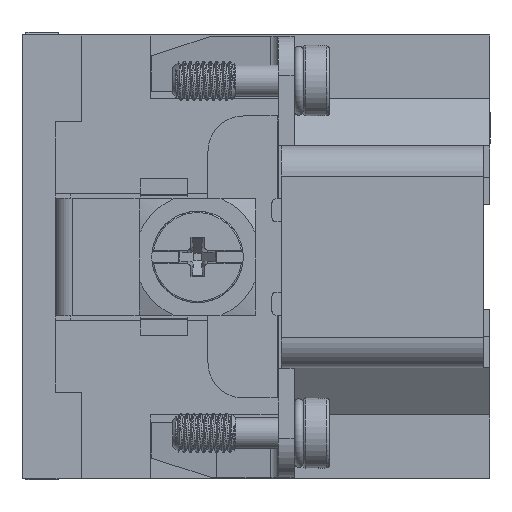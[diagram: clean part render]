
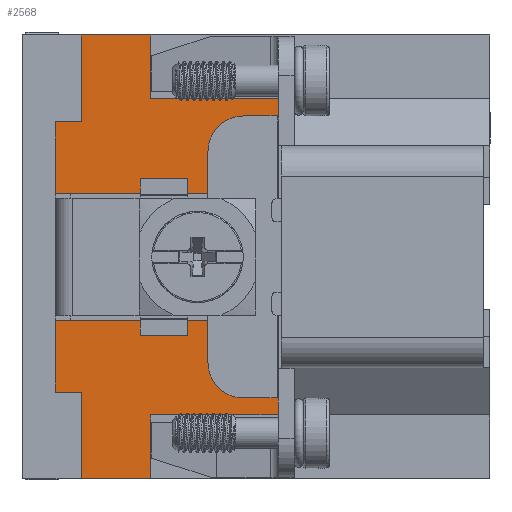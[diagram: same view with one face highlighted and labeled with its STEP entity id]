
A CAD part, left-side view. The second image highlights one B-rep face of the part: STEP entity #2568.
In plain terms, the highlighted planar face has unit normal (-1, 0, 0).
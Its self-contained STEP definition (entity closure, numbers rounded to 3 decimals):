
#2568=ADVANCED_FACE('',(#4959),#3724,.T.);
#3724=PLANE('',#31778);
#4959=FACE_OUTER_BOUND('',#6726,.T.);
#6726=EDGE_LOOP('',(#13294,#13295,#13296,#13297,#13298,#13299,#13300,#13301,
#13302,#13303,#13304,#13305,#13306,#13307,#13308,#13309,#13310,#13311,#13312,
#13313));
#13294=ORIENTED_EDGE('',*,*,#21188,.T.);
#13295=ORIENTED_EDGE('',*,*,#22923,.F.);
#13296=ORIENTED_EDGE('',*,*,#22921,.F.);
#13297=ORIENTED_EDGE('',*,*,#22919,.F.);
#13298=ORIENTED_EDGE('',*,*,#22917,.F.);
#13299=ORIENTED_EDGE('',*,*,#22911,.F.);
#13300=ORIENTED_EDGE('',*,*,#23181,.F.);
#13301=ORIENTED_EDGE('',*,*,#23182,.F.);
#13302=ORIENTED_EDGE('',*,*,#23134,.F.);
#13303=ORIENTED_EDGE('',*,*,#22908,.F.);
#13304=ORIENTED_EDGE('',*,*,#22900,.F.);
#13305=ORIENTED_EDGE('',*,*,#22941,.F.);
#13306=ORIENTED_EDGE('',*,*,#22944,.F.);
#13307=ORIENTED_EDGE('',*,*,#22948,.F.);
#13308=ORIENTED_EDGE('',*,*,#22907,.F.);
#13309=ORIENTED_EDGE('',*,*,#22968,.F.);
#13310=ORIENTED_EDGE('',*,*,#23183,.F.);
#13311=ORIENTED_EDGE('',*,*,#23184,.T.);
#13312=ORIENTED_EDGE('',*,*,#23185,.F.);
#13313=ORIENTED_EDGE('',*,*,#23001,.T.);
#18358=VERTEX_POINT('',#42871);
#18359=VERTEX_POINT('',#42873);
#19516=VERTEX_POINT('',#48040);
#19523=VERTEX_POINT('',#48053);
#19524=VERTEX_POINT('',#48055);
#19529=VERTEX_POINT('',#48066);
#19530=VERTEX_POINT('',#48070);
#19531=VERTEX_POINT('',#48074);
#19533=VERTEX_POINT('',#48077);
#19536=VERTEX_POINT('',#48087);
#19537=VERTEX_POINT('',#48091);
#19538=VERTEX_POINT('',#48095);
#19548=VERTEX_POINT('',#48131);
#19550=VERTEX_POINT('',#48137);
#19565=VERTEX_POINT('',#48183);
#19580=VERTEX_POINT('',#48303);
#19666=VERTEX_POINT('',#48665);
#19696=VERTEX_POINT('',#48757);
#19697=VERTEX_POINT('',#48760);
#19698=VERTEX_POINT('',#48762);
#21188=EDGE_CURVE('',#18359,#18358,#25482,.T.);
#22900=EDGE_CURVE('',#19523,#19524,#26131,.T.);
#22907=EDGE_CURVE('',#19529,#19516,#26138,.T.);
#22908=EDGE_CURVE('',#19524,#19530,#26139,.T.);
#22911=EDGE_CURVE('',#19531,#19533,#26142,.T.);
#22917=EDGE_CURVE('',#19533,#19536,#26148,.T.);
#22919=EDGE_CURVE('',#19536,#19537,#26149,.T.);
#22921=EDGE_CURVE('',#19537,#19538,#26150,.T.);
#22923=EDGE_CURVE('',#19538,#18358,#26152,.T.);
#22941=EDGE_CURVE('',#19548,#19523,#26170,.T.);
#22944=EDGE_CURVE('',#19550,#19548,#26173,.T.);
#22948=EDGE_CURVE('',#19516,#19550,#26177,.T.);
#22968=EDGE_CURVE('',#19565,#19529,#26197,.T.);
#23001=EDGE_CURVE('',#19580,#18359,#26218,.T.);
#23134=EDGE_CURVE('',#19530,#19666,#26306,.T.);
#23181=EDGE_CURVE('',#19696,#19531,#26352,.T.);
#23182=EDGE_CURVE('',#19666,#19696,#26353,.T.);
#23183=EDGE_CURVE('',#19697,#19565,#26354,.T.);
#23184=EDGE_CURVE('',#19697,#19698,#26355,.T.);
#23185=EDGE_CURVE('',#19580,#19698,#26356,.T.);
#25482=LINE('',#42872,#27860);
#26131=LINE('',#48054,#28509);
#26138=LINE('',#48067,#28516);
#26139=LINE('',#48069,#28517);
#26142=LINE('',#48076,#28520);
#26148=LINE('',#48086,#28526);
#26149=LINE('',#48090,#28527);
#26150=LINE('',#48094,#28528);
#26152=LINE('',#48098,#28530);
#26170=LINE('',#48132,#28548);
#26173=LINE('',#48138,#28551);
#26177=LINE('',#48146,#28555);
#26197=LINE('',#48184,#28575);
#26218=LINE('',#48309,#28596);
#26306=LINE('',#48664,#28684);
#26352=LINE('',#48756,#28730);
#26353=LINE('',#48758,#28731);
#26354=LINE('',#48759,#28732);
#26355=LINE('',#48761,#28733);
#26356=LINE('',#48763,#28734);
#27860=VECTOR('',#33793,1.);
#28509=VECTOR('',#37308,1.);
#28516=VECTOR('',#37315,1.);
#28517=VECTOR('',#37318,1.);
#28520=VECTOR('',#37323,1.);
#28526=VECTOR('',#37331,1.);
#28527=VECTOR('',#37336,1.);
#28528=VECTOR('',#37341,1.);
#28530=VECTOR('',#37345,1.);
#28548=VECTOR('',#37375,1.);
#28551=VECTOR('',#37380,1.);
#28555=VECTOR('',#37386,1.);
#28575=VECTOR('',#37418,1.);
#28596=VECTOR('',#37477,1.);
#28684=VECTOR('',#37755,1.);
#28730=VECTOR('',#37833,1.);
#28731=VECTOR('',#37834,1.);
#28732=VECTOR('',#37835,1.);
#28733=VECTOR('',#37836,1.);
#28734=VECTOR('',#37837,1.);
#31778=AXIS2_PLACEMENT_3D('',#48764,#37838,#37839);
#33793=DIRECTION('',(0.,0.,1.));
#37308=DIRECTION('',(0.,0.,1.));
#37315=DIRECTION('',(0.,0.,1.));
#37318=DIRECTION('',(0.,-1.,0.));
#37323=DIRECTION('',(0.,-1.,0.));
#37331=DIRECTION('',(0.,0.,-1.));
#37336=DIRECTION('',(0.,1.,0.));
#37341=DIRECTION('',(0.,0.,-1.));
#37345=DIRECTION('',(0.,-1.,0.));
#37375=DIRECTION('',(0.,1.,0.));
#37380=DIRECTION('',(0.,0.,1.));
#37386=DIRECTION('',(0.,-1.,0.));
#37418=DIRECTION('',(0.,1.,0.));
#37477=DIRECTION('',(0.,-1.,0.));
#37755=DIRECTION('',(0.,0.,1.));
#37833=DIRECTION('',(0.,0.,-1.));
#37834=DIRECTION('',(0.,-1.,0.));
#37835=DIRECTION('',(0.,0.,1.));
#37836=DIRECTION('',(0.,-1.,0.));
#37837=DIRECTION('',(0.,0.,-1.));
#37838=DIRECTION('',(-1.,0.,0.));
#37839=DIRECTION('',(0.,0.,-1.));
#42871=CARTESIAN_POINT('',(-21.5,15.,-6.1));
#42872=CARTESIAN_POINT('',(-21.5,15.,-8.05));
#42873=CARTESIAN_POINT('',(-21.5,15.,-12.1));
#48040=CARTESIAN_POINT('',(-21.5,33.3,-4.85));
#48053=CARTESIAN_POINT('',(-21.5,33.3,4.85));
#48054=CARTESIAN_POINT('',(-21.5,33.3,0.));
#48055=CARTESIAN_POINT('',(-21.5,33.3,10.35));
#48066=CARTESIAN_POINT('',(-21.5,33.3,-10.35));
#48067=CARTESIAN_POINT('',(-21.5,33.3,0.));
#48069=CARTESIAN_POINT('',(-21.5,24.15,10.35));
#48070=CARTESIAN_POINT('',(-21.5,31.3,10.35));
#48074=CARTESIAN_POINT('',(-21.5,26.,12.1));
#48076=CARTESIAN_POINT('',(-21.5,24.15,12.1));
#48077=CARTESIAN_POINT('',(-21.5,15.,12.1));
#48086=CARTESIAN_POINT('',(-21.5,15.,0.));
#48087=CARTESIAN_POINT('',(-21.5,15.,10.057));
#48090=CARTESIAN_POINT('',(-21.5,24.15,10.057));
#48091=CARTESIAN_POINT('',(-21.5,16.8,10.057));
#48094=CARTESIAN_POINT('',(-21.5,16.8,0.));
#48095=CARTESIAN_POINT('',(-21.5,16.8,-6.1));
#48098=CARTESIAN_POINT('',(-21.5,24.15,-6.1));
#48131=CARTESIAN_POINT('',(-21.5,18.6,4.85));
#48132=CARTESIAN_POINT('',(-21.5,24.15,4.85));
#48137=CARTESIAN_POINT('',(-21.5,18.6,-4.85));
#48138=CARTESIAN_POINT('',(-21.5,18.6,0.));
#48146=CARTESIAN_POINT('',(-21.5,24.15,-4.85));
#48183=CARTESIAN_POINT('',(-21.5,31.3,-10.35));
#48184=CARTESIAN_POINT('',(-21.5,24.15,-10.35));
#48303=CARTESIAN_POINT('',(-21.5,26.,-12.1));
#48309=CARTESIAN_POINT('',(-21.5,13.25,-12.1));
#48664=CARTESIAN_POINT('',(-21.5,31.3,0.));
#48665=CARTESIAN_POINT('',(-21.5,31.3,17.));
#48756=CARTESIAN_POINT('',(-21.5,26.,17.));
#48757=CARTESIAN_POINT('',(-21.5,26.,17.));
#48758=CARTESIAN_POINT('',(-21.5,24.15,17.));
#48759=CARTESIAN_POINT('',(-21.5,31.3,0.));
#48760=CARTESIAN_POINT('',(-21.5,31.3,-17.));
#48761=CARTESIAN_POINT('',(-21.5,17.9,-17.));
#48762=CARTESIAN_POINT('',(-21.5,26.,-17.));
#48763=CARTESIAN_POINT('',(-21.5,26.,-12.1));
#48764=CARTESIAN_POINT('',(-21.5,14.634,-17.68));
